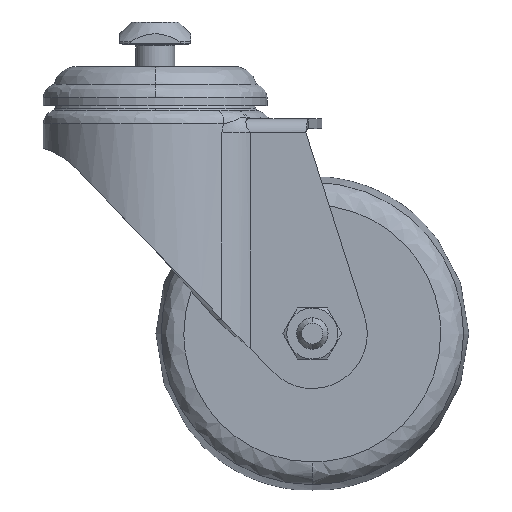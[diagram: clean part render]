
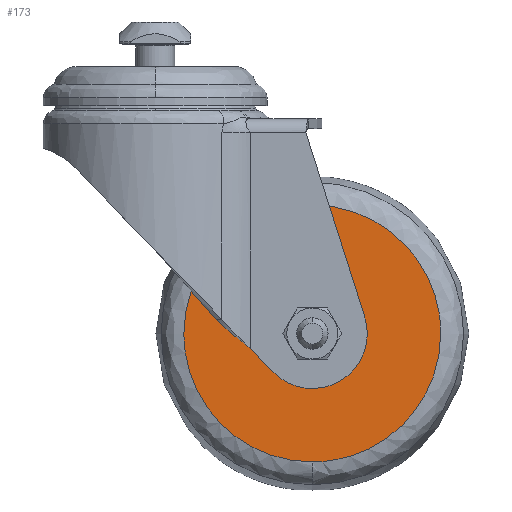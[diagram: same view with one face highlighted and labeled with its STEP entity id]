
A CAD part, front view. The second image highlights one B-rep face of the part: STEP entity #173.
In plain terms, the highlighted planar face has unit normal (0, -1, 0).
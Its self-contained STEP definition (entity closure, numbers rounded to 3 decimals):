
#173 = ADVANCED_FACE ( 'NONE', ( #10447, #15421 ), #1318, .F. ) ;
#420 = CARTESIAN_POINT ( 'NONE',  ( 40., -16., -78.079 ) ) ;
#972 = DIRECTION ( 'NONE',  ( 0., 0., 1. ) ) ;
#1318 = PLANE ( 'NONE',  #6727 ) ;
#1553 = ORIENTED_EDGE ( 'NONE', *, *, #10636, .F. ) ;
#2001 = VERTEX_POINT ( 'NONE', #7512 ) ;
#2252 = CARTESIAN_POINT ( 'NONE',  ( 72.696, -16., -48.847 ) ) ;
#2947 = EDGE_LOOP ( 'NONE', ( #20939, #1553 ) ) ;
#3314 = ORIENTED_EDGE ( 'NONE', *, *, #12947, .F. ) ;
#3463 = DIRECTION ( 'NONE',  ( 0., 1., 0. ) ) ;
#4408 = CARTESIAN_POINT ( 'NONE',  ( 72.696, -16., -68. ) ) ;
#4687 = ORIENTED_EDGE ( 'NONE', *, *, #12401, .F. ) ;
#4865 =( BOUNDED_CURVE ( )  B_SPLINE_CURVE ( 3, ( #25790, #21341, #12797, #13070 ),
 .UNSPECIFIED., .F., .F. ) 
 B_SPLINE_CURVE_WITH_KNOTS ( ( 4, 4 ),
 ( 0., 1. ),
 .UNSPECIFIED. ) 
 CURVE ( )  GEOMETRIC_REPRESENTATION_ITEM ( )  RATIONAL_B_SPLINE_CURVE ( ( 1., 0.805, 0.805, 1. ) ) 
 REPRESENTATION_ITEM ( '' )  );
#4888 = CARTESIAN_POINT ( 'NONE',  ( 7.304, -16., -68. ) ) ;
#4889 = EDGE_CURVE ( 'NONE', #2001, #7157, #4865, .T. ) ;
#5522 = DIRECTION ( 'NONE',  ( 0., 0., 1. ) ) ;
#6229 = AXIS2_PLACEMENT_3D ( 'NONE', #25716, #25434, #12995 ) ;
#6727 = AXIS2_PLACEMENT_3D ( 'NONE', #18102, #3463, #5522 ) ;
#7157 = VERTEX_POINT ( 'NONE', #17892 ) ;
#7320 = CARTESIAN_POINT ( 'NONE',  ( 20.847, -16., -35.304 ) ) ;
#7512 = CARTESIAN_POINT ( 'NONE',  ( 72.696, -16., -68. ) ) ;
#8611 = CARTESIAN_POINT ( 'NONE',  ( 59.153, -16., -35.304 ) ) ;
#9094 = CARTESIAN_POINT ( 'NONE',  ( 7.304, -16., -48.847 ) ) ;
#9189 = CARTESIAN_POINT ( 'NONE',  ( 7.304, -16., -68. ) ) ;
#9249 = CARTESIAN_POINT ( 'NONE',  ( 40., -16., -100.696 ) ) ;
#9347 = CARTESIAN_POINT ( 'NONE',  ( 7.304, -16., -87.153 ) ) ;
#9411 =( BOUNDED_CURVE ( )  B_SPLINE_CURVE ( 3, ( #4888, #9094, #7320, #26297 ),
 .UNSPECIFIED., .F., .F. ) 
 B_SPLINE_CURVE_WITH_KNOTS ( ( 4, 4 ),
 ( 0., 1. ),
 .UNSPECIFIED. ) 
 CURVE ( )  GEOMETRIC_REPRESENTATION_ITEM ( )  RATIONAL_B_SPLINE_CURVE ( ( 1., 0.805, 0.805, 1. ) ) 
 REPRESENTATION_ITEM ( '' )  );
#10447 = FACE_BOUND ( 'NONE', #2947, .T. ) ;
#10636 = EDGE_CURVE ( 'NONE', #27125, #24980, #24656, .T. ) ;
#11251 = CARTESIAN_POINT ( 'NONE',  ( 40., -16., -68. ) ) ;
#12026 = AXIS2_PLACEMENT_3D ( 'NONE', #11251, #26108, #972 ) ;
#12078 = VERTEX_POINT ( 'NONE', #26773 ) ;
#12304 = CIRCLE ( 'NONE', #12026, 10.079 ) ;
#12401 = EDGE_CURVE ( 'NONE', #12078, #2001, #15987, .T. ) ;
#12797 = CARTESIAN_POINT ( 'NONE',  ( 59.153, -16., -100.696 ) ) ;
#12947 = EDGE_CURVE ( 'NONE', #7157, #27629, #14443, .T. ) ;
#12995 = DIRECTION ( 'NONE',  ( 0., 0., 1. ) ) ;
#13070 = CARTESIAN_POINT ( 'NONE',  ( 40., -16., -100.696 ) ) ;
#13543 = CARTESIAN_POINT ( 'NONE',  ( 20.847, -16., -100.696 ) ) ;
#14443 =( BOUNDED_CURVE ( )  B_SPLINE_CURVE ( 3, ( #9249, #13543, #9347, #26363 ),
 .UNSPECIFIED., .F., .F. ) 
 B_SPLINE_CURVE_WITH_KNOTS ( ( 4, 4 ),
 ( 0., 1. ),
 .UNSPECIFIED. ) 
 CURVE ( )  GEOMETRIC_REPRESENTATION_ITEM ( )  RATIONAL_B_SPLINE_CURVE ( ( 1., 0.805, 0.805, 1. ) ) 
 REPRESENTATION_ITEM ( '' )  );
#15421 = FACE_OUTER_BOUND ( 'NONE', #18163, .T. ) ;
#15987 =( BOUNDED_CURVE ( )  B_SPLINE_CURVE ( 3, ( #17082, #8611, #2252, #4408 ),
 .UNSPECIFIED., .F., .F. ) 
 B_SPLINE_CURVE_WITH_KNOTS ( ( 4, 4 ),
 ( 0., 1. ),
 .UNSPECIFIED. ) 
 CURVE ( )  GEOMETRIC_REPRESENTATION_ITEM ( )  RATIONAL_B_SPLINE_CURVE ( ( 1., 0.805, 0.805, 1. ) ) 
 REPRESENTATION_ITEM ( '' )  );
#16840 = EDGE_CURVE ( 'NONE', #24980, #27125, #12304, .T. ) ;
#17082 = CARTESIAN_POINT ( 'NONE',  ( 40., -16., -35.304 ) ) ;
#17892 = CARTESIAN_POINT ( 'NONE',  ( 40., -16., -100.696 ) ) ;
#18102 = CARTESIAN_POINT ( 'NONE',  ( 40., -16., -68. ) ) ;
#18163 = EDGE_LOOP ( 'NONE', ( #3314, #20977, #4687, #18991 ) ) ;
#18991 = ORIENTED_EDGE ( 'NONE', *, *, #27518, .F. ) ;
#20939 = ORIENTED_EDGE ( 'NONE', *, *, #16840, .F. ) ;
#20977 = ORIENTED_EDGE ( 'NONE', *, *, #4889, .F. ) ;
#21341 = CARTESIAN_POINT ( 'NONE',  ( 72.696, -16., -87.153 ) ) ;
#22742 = CARTESIAN_POINT ( 'NONE',  ( 40., -16., -57.921 ) ) ;
#24656 = CIRCLE ( 'NONE', #6229, 10.079 ) ;
#24980 = VERTEX_POINT ( 'NONE', #22742 ) ;
#25434 = DIRECTION ( 'NONE',  ( 0., -1., 0. ) ) ;
#25716 = CARTESIAN_POINT ( 'NONE',  ( 40., -16., -68. ) ) ;
#25790 = CARTESIAN_POINT ( 'NONE',  ( 72.696, -16., -68. ) ) ;
#26108 = DIRECTION ( 'NONE',  ( 0., -1., 0. ) ) ;
#26297 = CARTESIAN_POINT ( 'NONE',  ( 40., -16., -35.304 ) ) ;
#26363 = CARTESIAN_POINT ( 'NONE',  ( 7.304, -16., -68. ) ) ;
#26773 = CARTESIAN_POINT ( 'NONE',  ( 40., -16., -35.304 ) ) ;
#27125 = VERTEX_POINT ( 'NONE', #420 ) ;
#27518 = EDGE_CURVE ( 'NONE', #27629, #12078, #9411, .T. ) ;
#27629 = VERTEX_POINT ( 'NONE', #9189 ) ;
